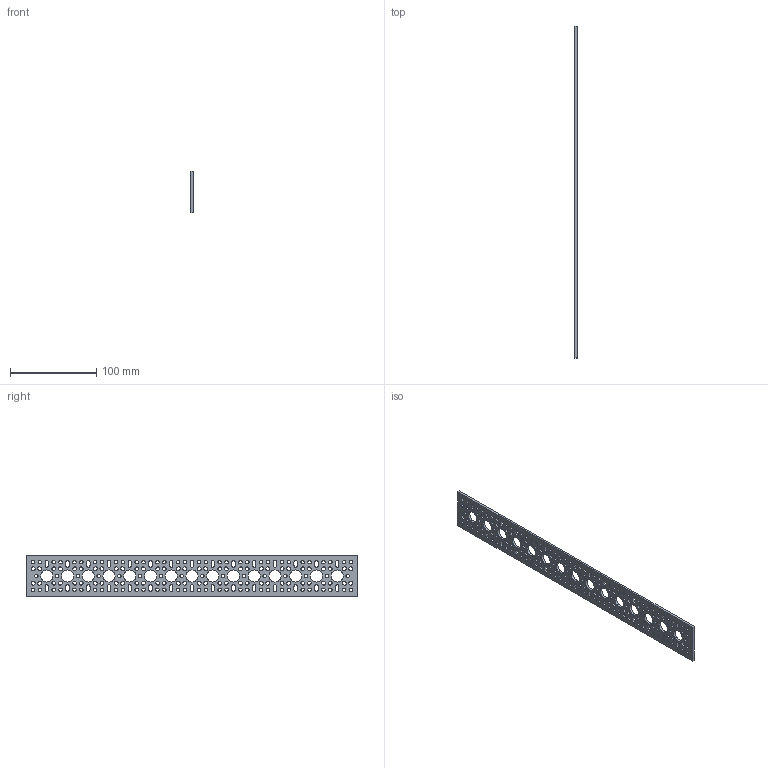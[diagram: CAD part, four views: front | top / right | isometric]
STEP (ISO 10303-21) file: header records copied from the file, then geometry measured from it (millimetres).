
FILE_DESCRIPTION( ( '' ), ' ' );
FILE_NAME( '5a2ac3e57c122e0ef434ac7e.step', '2017-12-08T16:55:02', ( '' ), ( '' ), ' ', ' ', ' ' );
FILE_SCHEMA( ( 'AUTOMOTIVE_DESIGN { 1 0 10303 214 1 1 1 1 }' ) );
Length unit declared in the file: metre
Products named in the file (1): 1104-0015-0384
Bounding box: 2.5 x 384 x 48 mm (x, y, z)
Volume: 33201.7 mm3; surface area: 36656.7 mm2
Topology: 1 solids, 1 shells, 477 faces, 1425 edges, 950 vertices
Faces by surface type: cylinder 283, plane 194
Full cylindrical faces by diameter (mm): 4 x80, 14 x15
Entity records: 20378 total; most frequent: DIRECTION 2852, CARTESIAN_POINT 2758, ORIENTED_EDGE 2660, EDGE_CURVE 1330, AXIS2_PLACEMENT_3D 1044, EDGE_LOOP 950, VERTEX_POINT 950, LINE 764
